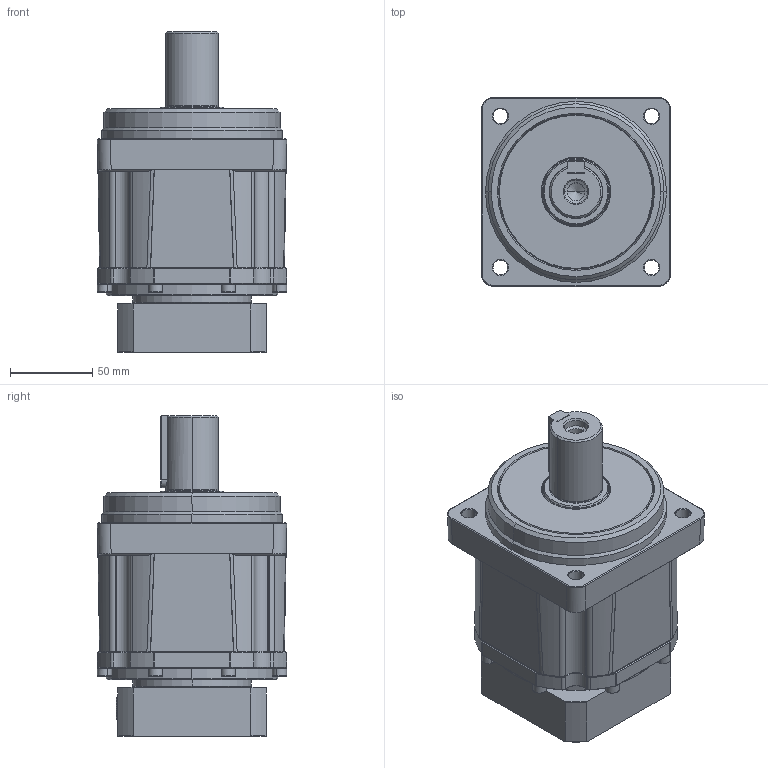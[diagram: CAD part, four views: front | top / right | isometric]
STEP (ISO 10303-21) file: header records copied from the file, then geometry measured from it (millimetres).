
FILE_DESCRIPTION (( 'STEP AP214' ), '1' );
FILE_NAME ('Outside_C013451_HPN-32A-xxx-J6EEAA-CJ3-BL3.STEP', '2023-05-30T04:46:42', ( 'Windows ユーザー' ), ( '' ), 'SwSTEP 2.0', 'SolidWorks 2021', '' );
FILE_SCHEMA (( 'AUTOMOTIVE_DESIGN' ));
Length unit declared in the file: millimetre
Products named in the file (1): Outside_C013451_HPN-32A-xxx-J6EEAA-CJ3-BL3
Bounding box: 115 x 115 x 195 mm (x, y, z)
Volume: 1482908.2 mm3; surface area: 119794.7 mm2
Topology: 2 solids, 2 shells, 716 faces, 1776 edges, 1102 vertices
Faces by surface type: plane 292, cylinder 188, cone 147, bspline 45, torus 44
Entity records: 35706 total; most frequent: CARTESIAN_POINT 11766, ORIENTED_EDGE 3532, DIRECTION 3517, EDGE_CURVE 1766, AXIS2_PLACEMENT_3D 1334, VERTEX_POINT 1102, LINE 849, VECTOR 849
